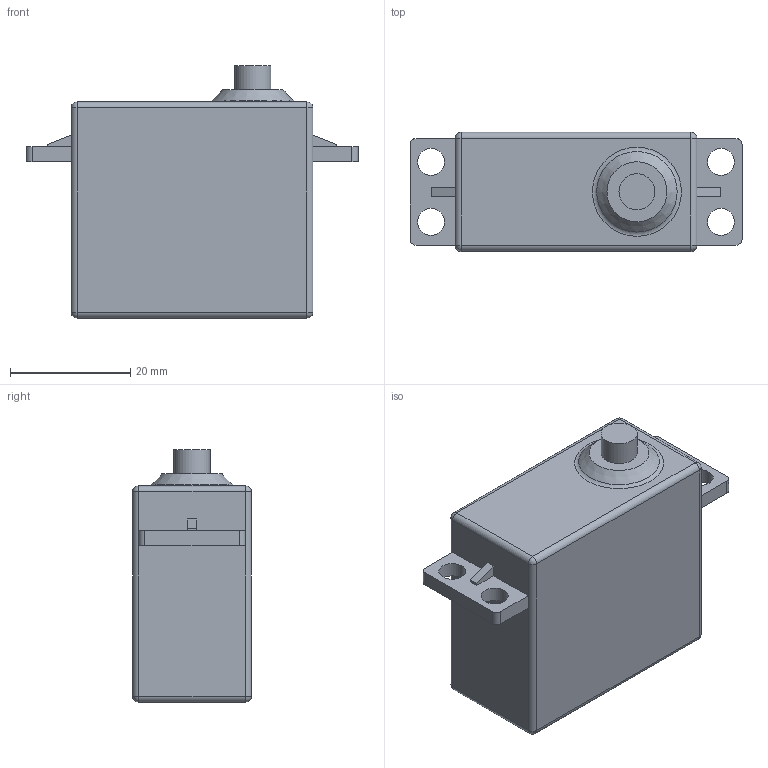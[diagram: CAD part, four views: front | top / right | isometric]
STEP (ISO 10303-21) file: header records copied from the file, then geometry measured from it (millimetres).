
FILE_DESCRIPTION(/* description */ ('Alibre Inc.'),/* implementation_level */ '2;1');
FILE_NAME(/* name */ 'export0',/* time_stamp */ '2016-06-15T23:03:42+01:00',/* author */ (''),/* organization */ (''),/* preprocessor_version */ 'ST-DEVELOPER v14',/* originating_system */ 'Alibre',/* authorisation */ '');
FILE_SCHEMA (('CONFIG_CONTROL_DESIGN'));
Length unit declared in the file: centimetre
Products named in the file (1): ID_1
Bounding box: 55.3 x 19.8 x 42 mm (x, y, z)
Volume: 29507.7 mm3; surface area: 6494.2 mm2
Topology: 1 solids, 1 shells, 59 faces, 144 edges, 81 vertices
Faces by surface type: plane 28, cylinder 21, sphere 8, torus 1, cone 1
Full cylindrical faces by diameter (mm): 4.5 x4, 6 x1
Entity records: 1628 total; most frequent: CARTESIAN_POINT 257, DIRECTION 255, ORIENTED_EDGE 250, EDGE_CURVE 125, AXIS2_PLACEMENT_3D 102, VECTOR 78, LINE 78, VERTEX_POINT 77
